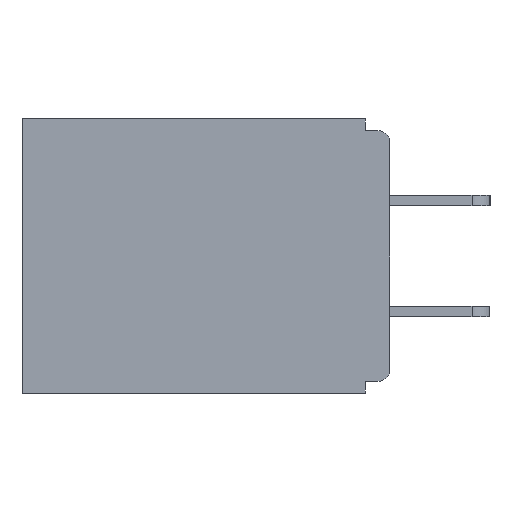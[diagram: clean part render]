
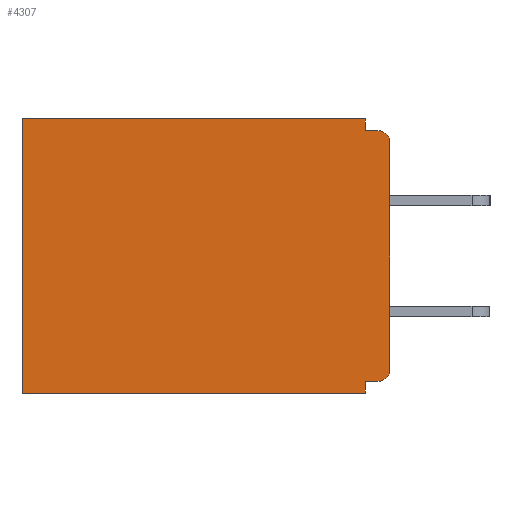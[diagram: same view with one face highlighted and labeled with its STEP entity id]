
A CAD part, left-side view. The second image highlights one B-rep face of the part: STEP entity #4307.
In plain terms, the highlighted planar face has unit normal (-1, 0, 0).
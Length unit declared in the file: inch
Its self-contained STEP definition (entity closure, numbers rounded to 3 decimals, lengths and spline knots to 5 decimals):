
#201 = DIRECTION ( 'NONE',  ( 0., 0., -1. ) ) ;
#212 = EDGE_CURVE ( 'NONE', #5456, #12144, #10184, .T. ) ;
#268 = LINE ( 'NONE', #6620, #2563 ) ;
#343 = VERTEX_POINT ( 'NONE', #7042 ) ;
#556 = ORIENTED_EDGE ( 'NONE', *, *, #20360, .F. ) ;
#1156 = VECTOR ( 'NONE', #4715, 39.37008 ) ;
#1265 = VECTOR ( 'NONE', #1430, 39.37008 ) ;
#1430 = DIRECTION ( 'NONE',  ( 0., 0., -1. ) ) ;
#1797 = LINE ( 'NONE', #12837, #1265 ) ;
#1979 = DIRECTION ( 'NONE',  ( 0., 0., -1. ) ) ;
#2132 = CARTESIAN_POINT ( 'NONE',  ( 0.298, 0.031, -0.328 ) ) ;
#2408 = EDGE_CURVE ( 'NONE', #8050, #18972, #10334, .T. ) ;
#2563 = VECTOR ( 'NONE', #11266, 39.37008 ) ;
#2704 = EDGE_CURVE ( 'NONE', #11543, #343, #6797, .T. ) ;
#2995 = CARTESIAN_POINT ( 'NONE',  ( 0.298, 0., 0. ) ) ;
#3420 = FACE_OUTER_BOUND ( 'NONE', #3994, .T. ) ;
#3994 = EDGE_LOOP ( 'NONE', ( #5812, #7166, #6780, #17517, #19432, #10335, #556, #10794, #9240, #5768 ) ) ;
#4307 = ADVANCED_FACE ( 'NONE', ( #3420 ), #11649, .F. ) ;
#4525 = CARTESIAN_POINT ( 'NONE',  ( 0.298, 0.015, -0.313 ) ) ;
#4715 = DIRECTION ( 'NONE',  ( 0., -1., 0. ) ) ;
#5456 = VERTEX_POINT ( 'NONE', #18578 ) ;
#5512 = VECTOR ( 'NONE', #1979, 39.37008 ) ;
#5768 = ORIENTED_EDGE ( 'NONE', *, *, #17839, .F. ) ;
#5780 = EDGE_CURVE ( 'NONE', #19405, #343, #268, .T. ) ;
#5812 = ORIENTED_EDGE ( 'NONE', *, *, #20168, .T. ) ;
#6076 = AXIS2_PLACEMENT_3D ( 'NONE', #15807, #20593, #19067 ) ;
#6089 = DIRECTION ( 'NONE',  ( -1., 0., 0. ) ) ;
#6568 = VERTEX_POINT ( 'NONE', #6626 ) ;
#6620 = CARTESIAN_POINT ( 'NONE',  ( 0.298, 0., -0.343 ) ) ;
#6626 = CARTESIAN_POINT ( 'NONE',  ( 0.298, 0.015, -0.015 ) ) ;
#6780 = ORIENTED_EDGE ( 'NONE', *, *, #2408, .F. ) ;
#6781 = DIRECTION ( 'NONE',  ( 1., 0., 0. ) ) ;
#6797 = LINE ( 'NONE', #18869, #19270 ) ;
#7042 = CARTESIAN_POINT ( 'NONE',  ( 0.298, 0.46, -0.343 ) ) ;
#7166 = ORIENTED_EDGE ( 'NONE', *, *, #17368, .F. ) ;
#8050 = VERTEX_POINT ( 'NONE', #17348 ) ;
#8163 = VECTOR ( 'NONE', #11021, 39.37008 ) ;
#9240 = ORIENTED_EDGE ( 'NONE', *, *, #20884, .T. ) ;
#9967 = CARTESIAN_POINT ( 'NONE',  ( 0.298, 0., 0. ) ) ;
#10184 = LINE ( 'NONE', #13866, #8163 ) ;
#10334 = LINE ( 'NONE', #18026, #5512 ) ;
#10335 = ORIENTED_EDGE ( 'NONE', *, *, #5780, .F. ) ;
#10614 = DIRECTION ( 'NONE',  ( 0., 1., 0. ) ) ;
#10754 = EDGE_CURVE ( 'NONE', #8050, #11543, #14478, .T. ) ;
#10794 = ORIENTED_EDGE ( 'NONE', *, *, #212, .F. ) ;
#10897 = CARTESIAN_POINT ( 'NONE',  ( 0.298, 0., -0.03 ) ) ;
#11021 = DIRECTION ( 'NONE',  ( 0., 1., 0. ) ) ;
#11266 = DIRECTION ( 'NONE',  ( 0., 1., 0. ) ) ;
#11543 = VERTEX_POINT ( 'NONE', #16763 ) ;
#11649 = PLANE ( 'NONE',  #16992 ) ;
#12144 = VERTEX_POINT ( 'NONE', #2132 ) ;
#12582 = DIRECTION ( 'NONE',  ( 0., 0., -1. ) ) ;
#12837 = CARTESIAN_POINT ( 'NONE',  ( 0.298, 0.031, -0.343 ) ) ;
#13866 = CARTESIAN_POINT ( 'NONE',  ( 0.298, 0., -0.328 ) ) ;
#13954 = CARTESIAN_POINT ( 'NONE',  ( 0.298, 0., 0. ) ) ;
#13979 = CARTESIAN_POINT ( 'NONE',  ( 0.298, 0., -0.313 ) ) ;
#14107 = LINE ( 'NONE', #14631, #1156 ) ;
#14478 = LINE ( 'NONE', #13954, #18603 ) ;
#14631 = CARTESIAN_POINT ( 'NONE',  ( 0.298, 0., -0.015 ) ) ;
#14837 = VECTOR ( 'NONE', #201, 39.37008 ) ;
#15043 = DIRECTION ( 'NONE',  ( 0., 0., -1. ) ) ;
#15807 = CARTESIAN_POINT ( 'NONE',  ( 0.298, 0.015, -0.03 ) ) ;
#15958 = CIRCLE ( 'NONE', #20641, 0.015 ) ;
#16377 = VERTEX_POINT ( 'NONE', #10897 ) ;
#16763 = CARTESIAN_POINT ( 'NONE',  ( 0.298, 0.46, 0. ) ) ;
#16992 = AXIS2_PLACEMENT_3D ( 'NONE', #9967, #6781, #15043 ) ;
#17348 = CARTESIAN_POINT ( 'NONE',  ( 0.298, 0.031, 0. ) ) ;
#17368 = EDGE_CURVE ( 'NONE', #18972, #6568, #14107, .T. ) ;
#17423 = LINE ( 'NONE', #2995, #14837 ) ;
#17517 = ORIENTED_EDGE ( 'NONE', *, *, #10754, .T. ) ;
#17839 = EDGE_CURVE ( 'NONE', #16377, #19409, #17423, .T. ) ;
#18026 = CARTESIAN_POINT ( 'NONE',  ( 0.298, 0.031, -0.343 ) ) ;
#18388 = CARTESIAN_POINT ( 'NONE',  ( 0.298, 0.031, -0.015 ) ) ;
#18578 = CARTESIAN_POINT ( 'NONE',  ( 0.298, 0.015, -0.328 ) ) ;
#18603 = VECTOR ( 'NONE', #10614, 39.37008 ) ;
#18785 = CARTESIAN_POINT ( 'NONE',  ( 0.298, 0.031, -0.343 ) ) ;
#18869 = CARTESIAN_POINT ( 'NONE',  ( 0.298, 0.46, 0. ) ) ;
#18972 = VERTEX_POINT ( 'NONE', #18388 ) ;
#19067 = DIRECTION ( 'NONE',  ( 0., 0., -1. ) ) ;
#19094 = CIRCLE ( 'NONE', #6076, 0.015 ) ;
#19270 = VECTOR ( 'NONE', #20607, 39.37008 ) ;
#19405 = VERTEX_POINT ( 'NONE', #18785 ) ;
#19409 = VERTEX_POINT ( 'NONE', #13979 ) ;
#19432 = ORIENTED_EDGE ( 'NONE', *, *, #2704, .T. ) ;
#20168 = EDGE_CURVE ( 'NONE', #16377, #6568, #19094, .T. ) ;
#20360 = EDGE_CURVE ( 'NONE', #12144, #19405, #1797, .T. ) ;
#20593 = DIRECTION ( 'NONE',  ( -1., 0., 0. ) ) ;
#20607 = DIRECTION ( 'NONE',  ( 0., 0., -1. ) ) ;
#20641 = AXIS2_PLACEMENT_3D ( 'NONE', #4525, #6089, #12582 ) ;
#20884 = EDGE_CURVE ( 'NONE', #5456, #19409, #15958, .T. ) ;
